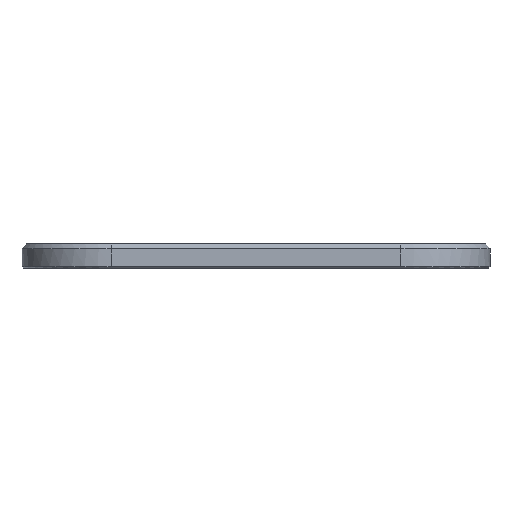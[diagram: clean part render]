
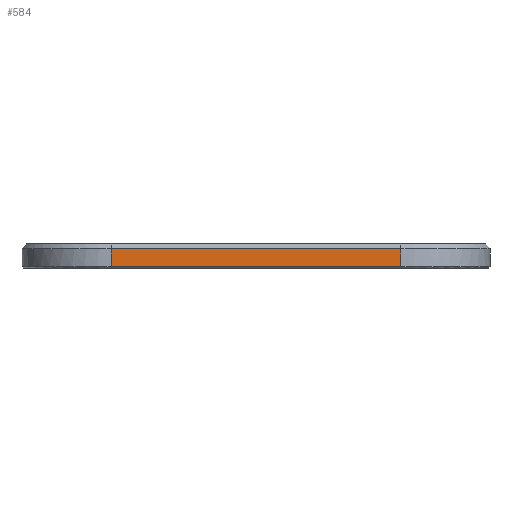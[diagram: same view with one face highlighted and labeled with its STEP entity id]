
A CAD part, front view. The second image highlights one B-rep face of the part: STEP entity #584.
In plain terms, the highlighted planar face has unit normal (0, -1, 0).
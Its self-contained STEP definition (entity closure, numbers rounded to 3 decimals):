
#90=FACE_OUTER_BOUND('',#126,.T.);
#126=EDGE_LOOP('',(#522,#523,#524,#525));
#135=LINE('',#780,#191);
#165=LINE('',#2082,#221);
#182=LINE('',#2156,#238);
#183=LINE('',#2158,#239);
#191=VECTOR('',#641,9.2);
#221=VECTOR('',#707,9.2);
#238=VECTOR('',#750,10.);
#239=VECTOR('',#753,10.);
#244=VERTEX_POINT('',#770);
#246=VERTEX_POINT('',#776);
#276=VERTEX_POINT('',#2074);
#278=VERTEX_POINT('',#2080);
#296=EDGE_CURVE('',#244,#246,#135,.T.);
#343=EDGE_CURVE('',#278,#276,#165,.T.);
#366=EDGE_CURVE('',#278,#246,#182,.T.);
#367=EDGE_CURVE('',#276,#244,#183,.T.);
#522=ORIENTED_EDGE('',*,*,#296,.F.);
#523=ORIENTED_EDGE('',*,*,#367,.F.);
#524=ORIENTED_EDGE('',*,*,#343,.F.);
#525=ORIENTED_EDGE('',*,*,#366,.T.);
#549=PLANE('',#623);
#584=ADVANCED_FACE('',(#90),#549,.T.);
#623=AXIS2_PLACEMENT_3D('',#2157,#751,#752);
#641=DIRECTION('',(1.,0.,0.));
#707=DIRECTION('',(-1.,0.,0.));
#750=DIRECTION('',(0.,0.,1.));
#751=DIRECTION('center_axis',(0.,-1.,0.));
#752=DIRECTION('ref_axis',(0.,0.,-1.));
#753=DIRECTION('',(0.,0.,1.));
#770=CARTESIAN_POINT('',(21.768,0.,4.));
#776=CARTESIAN_POINT('',(81.568,0.,4.));
#780=CARTESIAN_POINT('',(36.718,0.,4.));
#2074=CARTESIAN_POINT('',(21.768,0.,0.3));
#2080=CARTESIAN_POINT('',(81.568,0.,0.3));
#2082=CARTESIAN_POINT('',(36.718,0.,0.3));
#2156=CARTESIAN_POINT('',(81.568,0.,0.));
#2157=CARTESIAN_POINT('Origin',(21.768,0.,0.));
#2158=CARTESIAN_POINT('',(21.768,0.,0.));
